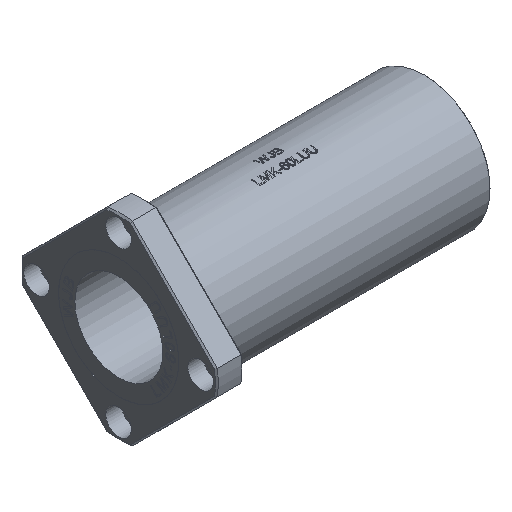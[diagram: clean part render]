
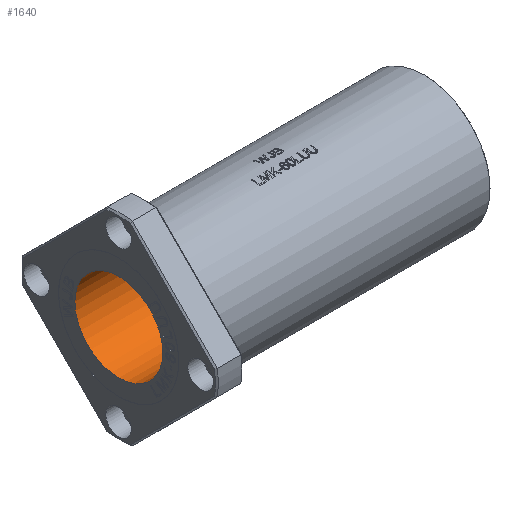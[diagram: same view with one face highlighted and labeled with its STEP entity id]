
A CAD part, isometric view. The second image highlights one B-rep face of the part: STEP entity #1640.
In plain terms, the highlighted cylindrical face has radius 30 mm (diameter 60 mm), a full revolution.
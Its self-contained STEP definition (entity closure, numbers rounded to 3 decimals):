
#489=FACE_BOUND('',#2391,.T.);
#490=FACE_BOUND('',#2392,.T.);
#562=CYLINDRICAL_SURFACE('',#6817,30.);
#1640=ADVANCED_FACE('',(#489,#490),#562,.F.);
#2391=EDGE_LOOP('',(#3532));
#2392=EDGE_LOOP('',(#3533));
#3532=ORIENTED_EDGE('',*,*,#5984,.F.);
#3533=ORIENTED_EDGE('',*,*,#5912,.T.);
#5271=VERTEX_POINT('',#9478);
#5343=VERTEX_POINT('',#9877);
#5912=EDGE_CURVE('',#5271,#5271,#6701,.T.);
#5984=EDGE_CURVE('',#5343,#5343,#6702,.T.);
#6701=CIRCLE('',#6813,30.);
#6702=CIRCLE('',#6815,30.);
#6813=AXIS2_PLACEMENT_3D('',#9477,#7327,#7328);
#6815=AXIS2_PLACEMENT_3D('',#9876,#7376,#7377);
#6817=AXIS2_PLACEMENT_3D('',#10061,#7409,#7410);
#7327=DIRECTION('',(-1.,0.,0.));
#7328=DIRECTION('',(0.,0.,1.));
#7376=DIRECTION('',(-1.,0.,0.));
#7377=DIRECTION('',(0.,0.,-1.));
#7409=DIRECTION('',(-1.,0.,0.));
#7410=DIRECTION('',(0.,0.,1.));
#9477=CARTESIAN_POINT('',(0.1,0.,0.));
#9478=CARTESIAN_POINT('',(0.1,0.,30.));
#9876=CARTESIAN_POINT('',(208.9,0.,0.));
#9877=CARTESIAN_POINT('',(208.9,0.,-30.));
#10061=CARTESIAN_POINT('',(109.9,0.,0.));
